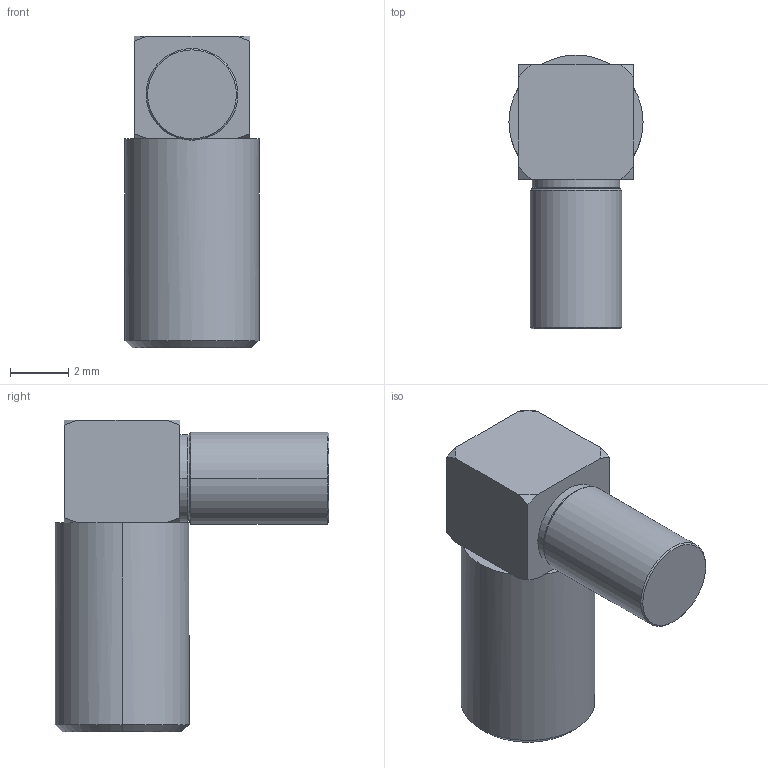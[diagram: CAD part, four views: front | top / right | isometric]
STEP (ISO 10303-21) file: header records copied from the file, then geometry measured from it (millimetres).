
FILE_DESCRIPTION (( 'STEP AP203' ), '1' );
FILE_NAME ('R203.173.080A.STEP', '2015-05-07T13:44:38', ( '' ), ( '' ), 'SwSTEP 2.0', 'SolidWorks 2014', '' );
FILE_SCHEMA (( 'CONFIG_CONTROL_DESIGN' ));
Length unit declared in the file: metre
Products named in the file (1): R203.173.080A
Bounding box: 4.6 x 9.4 x 10.71 mm (x, y, z)
Volume: 177.9 mm3; surface area: 435.6 mm2
Topology: 2 solids, 2 shells, 175 faces, 453 edges, 291 vertices
Faces by surface type: plane 65, cone 52, cylinder 40, torus 16, bspline 2
Entity records: 5591 total; most frequent: CARTESIAN_POINT 1256, ORIENTED_EDGE 906, DIRECTION 898, EDGE_CURVE 453, AXIS2_PLACEMENT_3D 363, VERTEX_POINT 291, CIRCLE 189, EDGE_LOOP 186
